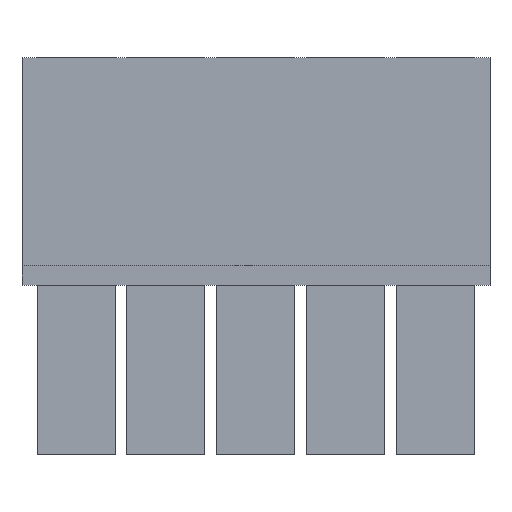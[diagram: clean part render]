
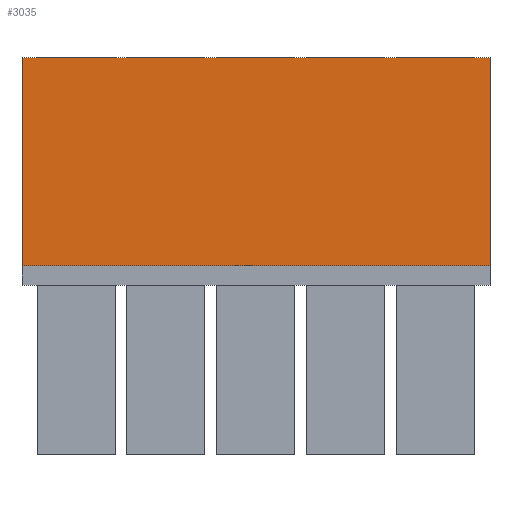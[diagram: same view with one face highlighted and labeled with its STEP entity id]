
A CAD part, front view. The second image highlights one B-rep face of the part: STEP entity #3035.
In plain terms, the highlighted planar face has unit normal (0, -1, 0).
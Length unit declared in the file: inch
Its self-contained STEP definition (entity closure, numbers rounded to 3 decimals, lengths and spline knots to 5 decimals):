
#1=DIRECTION('',(0.,0.,-1.));
#2=VECTOR('',#1,0.32);
#3=CARTESIAN_POINT('',(-0.36,0.,0.));
#4=LINE('',#3,#2);
#45=DIRECTION('',(1.,0.,0.));
#46=VECTOR('',#45,0.72);
#47=CARTESIAN_POINT('',(-0.36,0.,0.));
#48=LINE('',#47,#46);
#1115=DIRECTION('',(0.,0.,-1.));
#1116=VECTOR('',#1115,0.32);
#1117=CARTESIAN_POINT('',(0.36,0.,0.));
#1118=LINE('',#1117,#1116);
#1247=DIRECTION('',(1.,0.,0.));
#1248=VECTOR('',#1247,0.72);
#1249=CARTESIAN_POINT('',(-0.36,0.,-0.32));
#1250=LINE('',#1249,#1248);
#2291=CARTESIAN_POINT('',(-0.36,0.,0.));
#2292=CARTESIAN_POINT('',(-0.36,0.,-0.32));
#2293=VERTEX_POINT('',#2291);
#2294=VERTEX_POINT('',#2292);
#2313=CARTESIAN_POINT('',(0.36,0.,0.));
#2314=CARTESIAN_POINT('',(0.36,0.,-0.32));
#2315=VERTEX_POINT('',#2313);
#2316=VERTEX_POINT('',#2314);
#3021=CARTESIAN_POINT('',(-0.36,0.,0.));
#3022=DIRECTION('',(0.,-1.,0.));
#3023=DIRECTION('',(0.,0.,-1.));
#3024=AXIS2_PLACEMENT_3D('',#3021,#3022,#3023);
#3025=PLANE('',#3024);
#3026=ORIENTED_EDGE('',*,*,#2996,.F.);
#3028=ORIENTED_EDGE('',*,*,#3027,.T.);
#3030=ORIENTED_EDGE('',*,*,#3029,.T.);
#3032=ORIENTED_EDGE('',*,*,#3031,.F.);
#3033=EDGE_LOOP('',(#3026,#3028,#3030,#3032));
#3034=FACE_OUTER_BOUND('',#3033,.F.);
#3035=ADVANCED_FACE('',(#3034),#3025,.T.);
#2996=EDGE_CURVE('',#2293,#2294,#4,.T.);
#3027=EDGE_CURVE('',#2293,#2315,#48,.T.);
#3029=EDGE_CURVE('',#2315,#2316,#1118,.T.);
#3031=EDGE_CURVE('',#2294,#2316,#1250,.T.);
